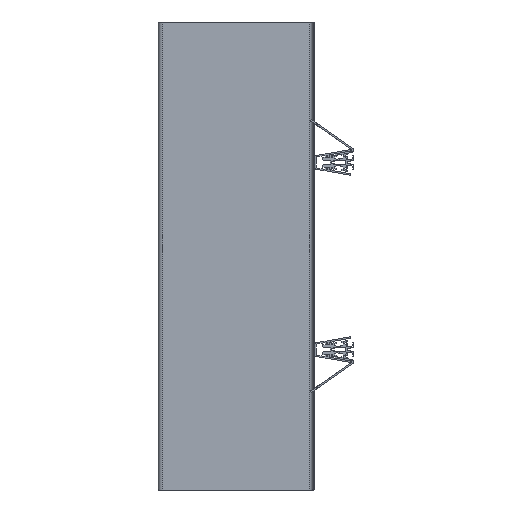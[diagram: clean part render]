
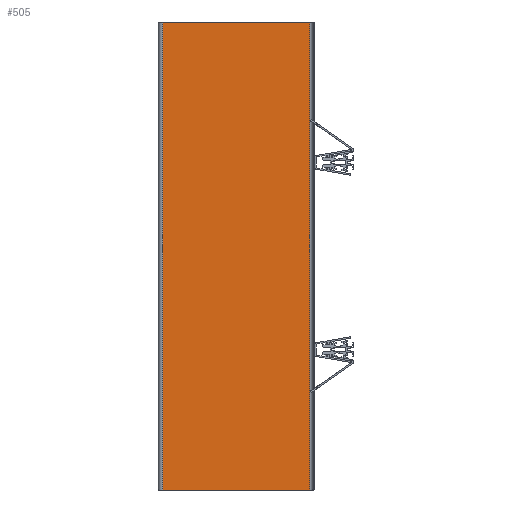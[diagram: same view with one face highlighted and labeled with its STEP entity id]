
A CAD part, front view. The second image highlights one B-rep face of the part: STEP entity #505.
In plain terms, the highlighted planar face has unit normal (0, -1, 0).
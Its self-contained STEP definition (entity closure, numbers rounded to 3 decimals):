
#505=ADVANCED_FACE('',(#1575),#1576,.T.);
#1575=FACE_OUTER_BOUND('',#3012,.T.);
#1576=PLANE('',#3013);
#3012=EDGE_LOOP('',(#6931,#6932,#6933,#6934));
#3013=AXIS2_PLACEMENT_3D('',#6935,#6936,#6937);
#6931=ORIENTED_EDGE('',*,*,#10564,.F.);
#6932=ORIENTED_EDGE('',*,*,#10582,.F.);
#6933=ORIENTED_EDGE('',*,*,#10552,.T.);
#6934=ORIENTED_EDGE('',*,*,#10583,.T.);
#6935=CARTESIAN_POINT('',(-23.518,1589.251,300.0));
#6936=DIRECTION('',(0.,-1.0,0.));
#6937=DIRECTION('',(-1.0,0.,0.));
#10552=EDGE_CURVE('',#13204,#13216,#13218,.T.);
#10564=EDGE_CURVE('',#13240,#13227,#13242,.T.);
#10582=EDGE_CURVE('',#13204,#13240,#13266,.T.);
#10583=EDGE_CURVE('',#13216,#13227,#13267,.T.);
#13204=VERTEX_POINT('',#17155);
#13216=VERTEX_POINT('',#17170);
#13218=LINE('',#17172,#17173);
#13227=VERTEX_POINT('',#17186);
#13240=VERTEX_POINT('',#17202);
#13242=LINE('',#17204,#17205);
#13266=LINE('',#17252,#17253);
#13267=LINE('',#17254,#17255);
#17155=CARTESIAN_POINT('',(-29.018,1589.251,300.0));
#17170=CARTESIAN_POINT('',(-218.018,1589.251,300.0));
#17172=CARTESIAN_POINT('',(-23.518,1589.251,300.0));
#17173=VECTOR('',#20992,1000.0);
#17186=CARTESIAN_POINT('',(-218.018,1589.251,-300.0));
#17202=CARTESIAN_POINT('',(-29.018,1589.251,-300.0));
#17204=CARTESIAN_POINT('',(-23.518,1589.251,-300.0));
#17205=VECTOR('',#21012,1000.0);
#17252=CARTESIAN_POINT('',(-29.018,1589.251,300.0));
#17253=VECTOR('',#21036,1000.0);
#17254=CARTESIAN_POINT('',(-218.018,1589.251,300.0));
#17255=VECTOR('',#21037,1000.0);
#20992=DIRECTION('',(-1.0,0.,0.));
#21012=DIRECTION('',(-1.0,0.,0.));
#21036=DIRECTION('',(0.,0.,-1.0));
#21037=DIRECTION('',(0.,0.,-1.0));
